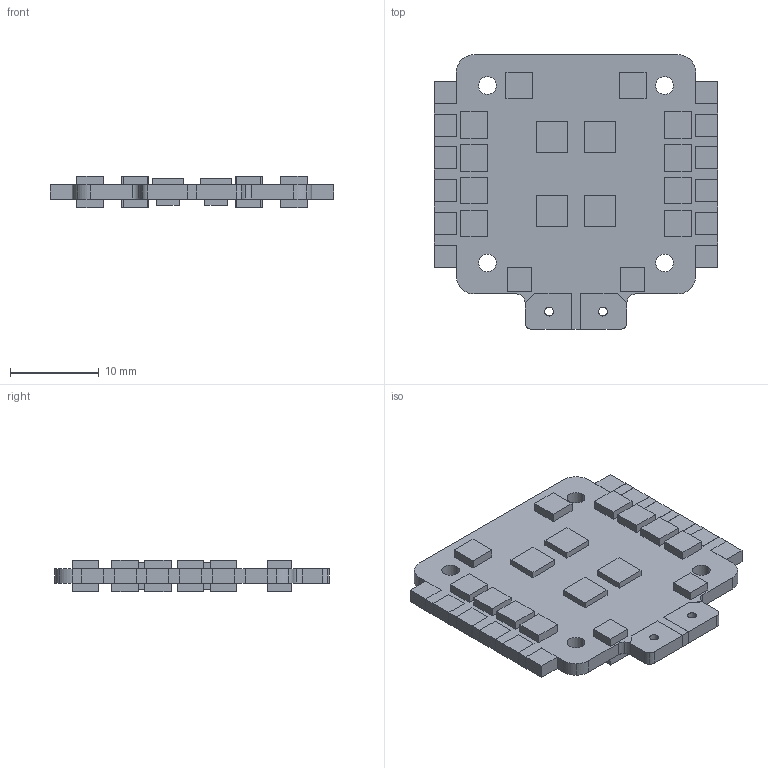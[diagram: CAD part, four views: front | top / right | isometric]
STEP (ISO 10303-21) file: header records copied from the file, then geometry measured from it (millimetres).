
FILE_DESCRIPTION (( 'STEP AP203' ), '1' );
FILE_NAME ('20x20 ESC.step_Predeterminado_sldprt.STEP', '2022-02-13T10:50:09', ( '' ), ( '' ), 'SwSTEP 2.0', 'SolidWorks 2020', '' );
FILE_SCHEMA (( 'CONFIG_CONTROL_DESIGN' ));
Length unit declared in the file: millimetre
Products named in the file (1): 20x20 ESC.step_Predeterminado_sldprt
Bounding box: 32 x 31 x 3.6 mm (x, y, z)
Volume: 1639.3 mm3; surface area: 2320.6 mm2
Topology: 1 solids, 1 shells, 298 faces, 790 edges, 526 vertices
Faces by surface type: plane 270, cylinder 28
Entity records: 9195 total; most frequent: CARTESIAN_POINT 1615, ORIENTED_EDGE 1580, DIRECTION 1444, EDGE_CURVE 790, LINE 734, VECTOR 734, VERTEX_POINT 526, AXIS2_PLACEMENT_3D 355
